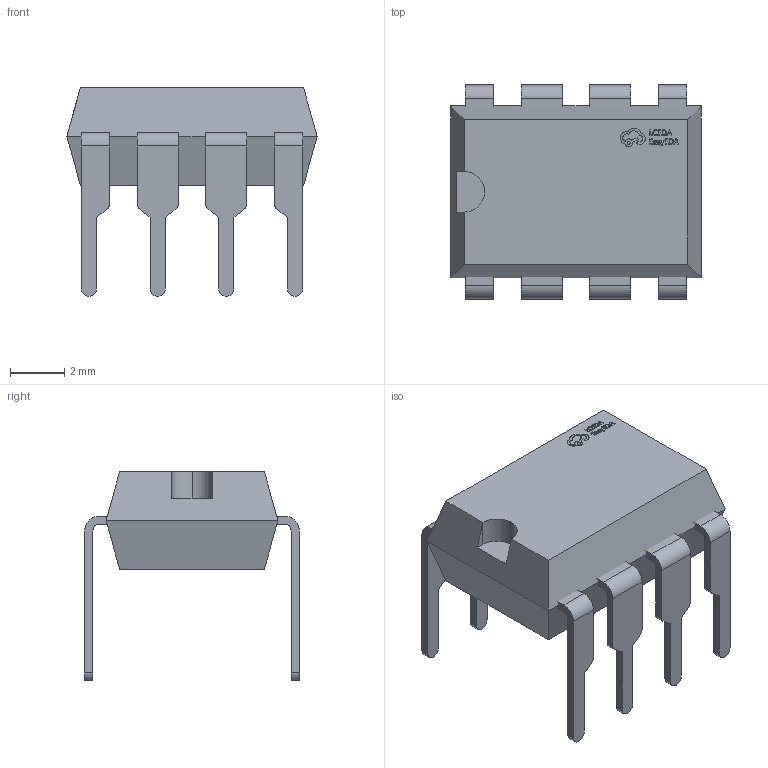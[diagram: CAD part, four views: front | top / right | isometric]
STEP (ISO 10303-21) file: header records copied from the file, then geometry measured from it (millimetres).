
FILE_DESCRIPTION (( 'STEP AP214' ), '1' );
FILE_NAME ('CDIP-8_L10.3-W6.7-H4.5-P2.54-LS7.6-BL.step', '2022-06-21T13:54:47', ( '' ), ( '' ), 'SwSTEP 2.0', 'SolidWorks 2020', '' );
FILE_SCHEMA (( 'AUTOMOTIVE_DESIGN' ));
Length unit declared in the file: millimetre
Products named in the file (1): CDIP-8_L10.3-W6.7-H4.5-P2.54-LS7.6-BL
Bounding box: 9.25 x 7.92 x 7.72 mm (x, y, z)
Volume: 207.3 mm3; surface area: 408.3 mm2
Topology: 5 solids, 5 shells, 414 faces, 1080 edges, 702 vertices
Faces by surface type: plane 264, bspline 112, cylinder 38
Entity records: 18056 total; most frequent: CARTESIAN_POINT 4301, ORIENTED_EDGE 2160, DIRECTION 1534, EDGE_CURVE 1080, LINE 776, VECTOR 776, VERTEX_POINT 702, EDGE_LOOP 440
